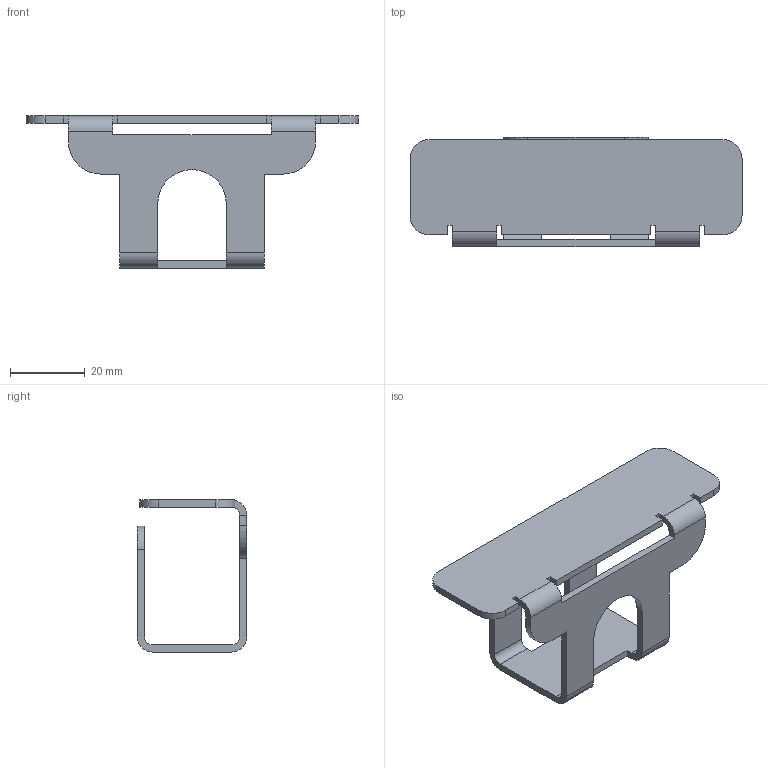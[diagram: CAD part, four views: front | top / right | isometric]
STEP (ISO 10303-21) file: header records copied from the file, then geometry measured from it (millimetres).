
FILE_DESCRIPTION(/* description */ (''),/* implementation_level */ '2;1');
FILE_NAME(/* name */ 'bend v1.step',/* time_stamp */ '2025-11-06T21:49:45-05:00',/* author */ (''),/* organization */ (''),/* preprocessor_version */ 'ST-DEVELOPER v20.1',/* originating_system */ 'Autodesk Translation Framework v14.17.0.0',/* authorisation */ '');
FILE_SCHEMA (('AUTOMOTIVE_DESIGN { 1 0 10303 214 3 1 1 }'));
Length unit declared in the file: inch
Products named in the file (1): bend
Bounding box: 88.74 x 29.21 x 40.64 mm (x, y, z)
Volume: 9754.1 mm3; surface area: 11585.1 mm2
Topology: 1 solids, 1 shells, 65 faces, 199 edges, 130 vertices
Faces by surface type: plane 42, cylinder 23
Full cylindrical faces by diameter (mm): 5.475 x1
Entity records: 2255 total; most frequent: ORIENTED_EDGE 398, CARTESIAN_POINT 395, DIRECTION 377, EDGE_CURVE 199, LINE 153, VECTOR 153, VERTEX_POINT 130, AXIS2_PLACEMENT_3D 112
